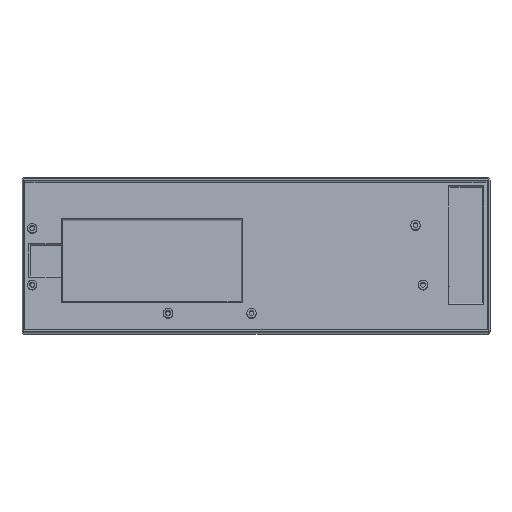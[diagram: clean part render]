
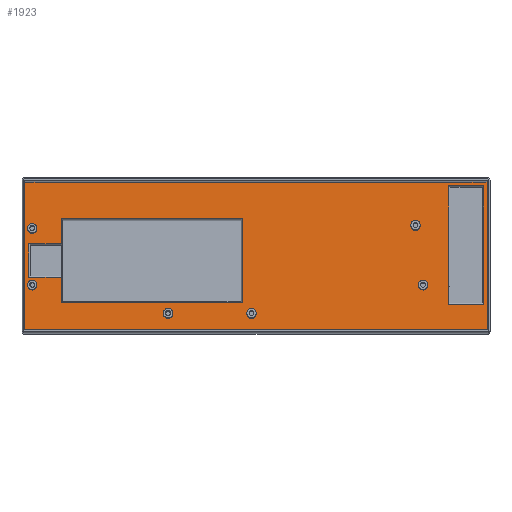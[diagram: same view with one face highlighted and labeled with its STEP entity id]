
A CAD part, top view. The second image highlights one B-rep face of the part: STEP entity #1923.
In plain terms, the highlighted planar face has unit normal (0, 0.07, 0.998).
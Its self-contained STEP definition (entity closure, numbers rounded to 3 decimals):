
#77=CIRCLE('',#2063,3.15);
#78=CIRCLE('',#2064,3.15);
#79=CIRCLE('',#2065,3.15);
#80=CIRCLE('',#2066,3.15);
#81=CIRCLE('',#2067,3.15);
#82=CIRCLE('',#2068,3.15);
#127=FACE_BOUND('',#275,.T.);
#128=FACE_BOUND('',#276,.T.);
#129=FACE_BOUND('',#277,.T.);
#130=FACE_BOUND('',#278,.T.);
#131=FACE_BOUND('',#279,.T.);
#132=FACE_BOUND('',#280,.T.);
#133=FACE_BOUND('',#281,.T.);
#134=FACE_BOUND('',#282,.T.);
#149=FACE_OUTER_BOUND('',#274,.T.);
#274=EDGE_LOOP('',(#1283,#1284,#1285,#1286,#1287,#1288));
#275=EDGE_LOOP('',(#1289,#1290,#1291,#1292));
#276=EDGE_LOOP('',(#1293));
#277=EDGE_LOOP('',(#1294));
#278=EDGE_LOOP('',(#1295));
#279=EDGE_LOOP('',(#1296));
#280=EDGE_LOOP('',(#1297));
#281=EDGE_LOOP('',(#1298));
#282=EDGE_LOOP('',(#1299,#1300,#1301,#1302,#1303,#1304,#1305,#1306));
#420=LINE('',#2810,#624);
#423=LINE('',#2817,#627);
#424=LINE('',#2819,#628);
#425=LINE('',#2821,#629);
#426=LINE('',#2823,#630);
#427=LINE('',#2825,#631);
#428=LINE('',#2826,#632);
#429=LINE('',#2828,#633);
#430=LINE('',#2830,#634);
#431=LINE('',#2831,#635);
#432=LINE('',#2846,#636);
#433=LINE('',#2848,#637);
#434=LINE('',#2850,#638);
#435=LINE('',#2852,#639);
#436=LINE('',#2854,#640);
#437=LINE('',#2856,#641);
#438=LINE('',#2858,#642);
#439=LINE('',#2859,#643);
#624=VECTOR('',#2245,10.);
#627=VECTOR('',#2250,10.);
#628=VECTOR('',#2251,10.);
#629=VECTOR('',#2252,10.);
#630=VECTOR('',#2253,10.);
#631=VECTOR('',#2254,10.);
#632=VECTOR('',#2255,10.);
#633=VECTOR('',#2256,10.);
#634=VECTOR('',#2257,10.);
#635=VECTOR('',#2258,10.);
#636=VECTOR('',#2271,10.);
#637=VECTOR('',#2272,10.);
#638=VECTOR('',#2273,10.);
#639=VECTOR('',#2274,10.);
#640=VECTOR('',#2275,10.);
#641=VECTOR('',#2276,10.);
#642=VECTOR('',#2277,10.);
#643=VECTOR('',#2278,10.);
#828=VERTEX_POINT('',#2807);
#829=VERTEX_POINT('',#2809);
#831=VERTEX_POINT('',#2815);
#832=VERTEX_POINT('',#2816);
#833=VERTEX_POINT('',#2818);
#834=VERTEX_POINT('',#2820);
#835=VERTEX_POINT('',#2822);
#836=VERTEX_POINT('',#2824);
#837=VERTEX_POINT('',#2827);
#838=VERTEX_POINT('',#2829);
#839=VERTEX_POINT('',#2832);
#840=VERTEX_POINT('',#2834);
#841=VERTEX_POINT('',#2836);
#842=VERTEX_POINT('',#2838);
#843=VERTEX_POINT('',#2840);
#844=VERTEX_POINT('',#2842);
#845=VERTEX_POINT('',#2844);
#846=VERTEX_POINT('',#2845);
#847=VERTEX_POINT('',#2847);
#848=VERTEX_POINT('',#2849);
#849=VERTEX_POINT('',#2851);
#850=VERTEX_POINT('',#2853);
#851=VERTEX_POINT('',#2855);
#852=VERTEX_POINT('',#2857);
#1002=EDGE_CURVE('',#828,#829,#420,.T.);
#1005=EDGE_CURVE('',#831,#832,#423,.T.);
#1006=EDGE_CURVE('',#833,#831,#424,.T.);
#1007=EDGE_CURVE('',#834,#833,#425,.T.);
#1008=EDGE_CURVE('',#835,#834,#426,.T.);
#1009=EDGE_CURVE('',#836,#835,#427,.T.);
#1010=EDGE_CURVE('',#832,#836,#428,.T.);
#1011=EDGE_CURVE('',#829,#837,#429,.T.);
#1012=EDGE_CURVE('',#838,#828,#430,.T.);
#1013=EDGE_CURVE('',#837,#838,#431,.T.);
#1014=EDGE_CURVE('',#839,#839,#77,.T.);
#1015=EDGE_CURVE('',#840,#840,#78,.T.);
#1016=EDGE_CURVE('',#841,#841,#79,.T.);
#1017=EDGE_CURVE('',#842,#842,#80,.T.);
#1018=EDGE_CURVE('',#843,#843,#81,.T.);
#1019=EDGE_CURVE('',#844,#844,#82,.T.);
#1020=EDGE_CURVE('',#845,#846,#432,.T.);
#1021=EDGE_CURVE('',#847,#845,#433,.T.);
#1022=EDGE_CURVE('',#848,#847,#434,.T.);
#1023=EDGE_CURVE('',#849,#848,#435,.T.);
#1024=EDGE_CURVE('',#850,#849,#436,.T.);
#1025=EDGE_CURVE('',#851,#850,#437,.T.);
#1026=EDGE_CURVE('',#852,#851,#438,.T.);
#1027=EDGE_CURVE('',#846,#852,#439,.T.);
#1283=ORIENTED_EDGE('',*,*,#1005,.F.);
#1284=ORIENTED_EDGE('',*,*,#1006,.F.);
#1285=ORIENTED_EDGE('',*,*,#1007,.F.);
#1286=ORIENTED_EDGE('',*,*,#1008,.F.);
#1287=ORIENTED_EDGE('',*,*,#1009,.F.);
#1288=ORIENTED_EDGE('',*,*,#1010,.F.);
#1289=ORIENTED_EDGE('',*,*,#1011,.F.);
#1290=ORIENTED_EDGE('',*,*,#1002,.F.);
#1291=ORIENTED_EDGE('',*,*,#1012,.F.);
#1292=ORIENTED_EDGE('',*,*,#1013,.F.);
#1293=ORIENTED_EDGE('',*,*,#1014,.T.);
#1294=ORIENTED_EDGE('',*,*,#1015,.T.);
#1295=ORIENTED_EDGE('',*,*,#1016,.T.);
#1296=ORIENTED_EDGE('',*,*,#1017,.T.);
#1297=ORIENTED_EDGE('',*,*,#1018,.T.);
#1298=ORIENTED_EDGE('',*,*,#1019,.T.);
#1299=ORIENTED_EDGE('',*,*,#1020,.F.);
#1300=ORIENTED_EDGE('',*,*,#1021,.F.);
#1301=ORIENTED_EDGE('',*,*,#1022,.F.);
#1302=ORIENTED_EDGE('',*,*,#1023,.F.);
#1303=ORIENTED_EDGE('',*,*,#1024,.F.);
#1304=ORIENTED_EDGE('',*,*,#1025,.F.);
#1305=ORIENTED_EDGE('',*,*,#1026,.F.);
#1306=ORIENTED_EDGE('',*,*,#1027,.F.);
#1836=PLANE('',#2062);
#1923=ADVANCED_FACE('',(#149,#127,#128,#129,#130,#131,#132,#133,#134),#1836,
 .F.);
#2062=AXIS2_PLACEMENT_3D('',#2814,#2248,#2249);
#2063=AXIS2_PLACEMENT_3D('',#2833,#2259,#2260);
#2064=AXIS2_PLACEMENT_3D('',#2835,#2261,#2262);
#2065=AXIS2_PLACEMENT_3D('',#2837,#2263,#2264);
#2066=AXIS2_PLACEMENT_3D('',#2839,#2265,#2266);
#2067=AXIS2_PLACEMENT_3D('',#2841,#2267,#2268);
#2068=AXIS2_PLACEMENT_3D('',#2843,#2269,#2270);
#2245=DIRECTION('',(1.,0.,0.));
#2248=DIRECTION('center_axis',(0.,-0.07,-0.998));
#2249=DIRECTION('ref_axis',(-1.,0.,0.));
#2250=DIRECTION('',(0.,-0.998,0.07));
#2251=DIRECTION('',(1.,0.,0.));
#2252=DIRECTION('',(1.,0.,0.));
#2253=DIRECTION('',(1.,0.,0.));
#2254=DIRECTION('',(0.,0.998,-0.07));
#2255=DIRECTION('',(-1.,0.,0.));
#2256=DIRECTION('',(0.,0.998,-0.07));
#2257=DIRECTION('',(0.,-0.998,0.07));
#2258=DIRECTION('',(-1.,0.,0.));
#2259=DIRECTION('center_axis',(0.,-0.07,-0.998));
#2260=DIRECTION('ref_axis',(1.,0.,0.));
#2261=DIRECTION('center_axis',(0.,-0.07,-0.998));
#2262=DIRECTION('ref_axis',(1.,0.,0.));
#2263=DIRECTION('center_axis',(0.,-0.07,-0.998));
#2264=DIRECTION('ref_axis',(1.,0.,0.));
#2265=DIRECTION('center_axis',(0.,-0.07,-0.998));
#2266=DIRECTION('ref_axis',(1.,0.,0.));
#2267=DIRECTION('center_axis',(0.,-0.07,-0.998));
#2268=DIRECTION('ref_axis',(1.,0.,0.));
#2269=DIRECTION('center_axis',(0.,-0.07,-0.998));
#2270=DIRECTION('ref_axis',(1.,0.,0.));
#2271=DIRECTION('',(1.,0.,0.));
#2272=DIRECTION('',(0.,-0.998,0.07));
#2273=DIRECTION('',(-1.,0.,0.));
#2274=DIRECTION('',(0.,-0.998,0.07));
#2275=DIRECTION('',(-1.,0.,0.));
#2276=DIRECTION('',(0.,0.998,-0.07));
#2277=DIRECTION('',(1.,0.,0.));
#2278=DIRECTION('',(0.,-0.998,0.07));
#2807=CARTESIAN_POINT('',(129.231,-31.587,-7.428));
#2809=CARTESIAN_POINT('',(152.731,-31.587,-7.428));
#2810=CARTESIAN_POINT('',(74.991,-31.587,-7.428));
#2814=CARTESIAN_POINT('Origin',(0.,0.291,-9.657));
#2815=CARTESIAN_POINT('',(154.981,50.375,-13.159));
#2816=CARTESIAN_POINT('',(154.981,-49.793,-6.154));
#2817=CARTESIAN_POINT('',(154.981,25.333,-11.408));
#2818=CARTESIAN_POINT('',(148.981,50.375,-13.159));
#2819=CARTESIAN_POINT('',(-77.491,50.375,-13.159));
#2820=CARTESIAN_POINT('',(138.781,50.375,-13.159));
#2821=CARTESIAN_POINT('',(74.491,50.375,-13.159));
#2822=CARTESIAN_POINT('',(-154.981,50.375,-13.159));
#2823=CARTESIAN_POINT('',(-77.491,50.375,-13.159));
#2824=CARTESIAN_POINT('',(-154.981,-49.793,-6.154));
#2825=CARTESIAN_POINT('',(-154.981,-24.751,-7.906));
#2826=CARTESIAN_POINT('',(77.491,-49.793,-6.154));
#2827=CARTESIAN_POINT('',(152.731,47.719,-12.973));
#2828=CARTESIAN_POINT('',(152.731,-1.807,-9.51));
#2829=CARTESIAN_POINT('',(129.231,47.719,-12.973));
#2830=CARTESIAN_POINT('',(129.231,-11.782,-8.812));
#2831=CARTESIAN_POINT('',(64.991,47.719,-12.973));
#2832=CARTESIAN_POINT('',(-6.172,-37.967,-6.981));
#2833=CARTESIAN_POINT('Origin',(-3.022,-37.967,-6.981));
#2834=CARTESIAN_POINT('',(-153.328,19.043,-10.968));
#2835=CARTESIAN_POINT('Origin',(-150.178,19.043,-10.968));
#2836=CARTESIAN_POINT('',(108.915,-18.964,-8.31));
#2837=CARTESIAN_POINT('Origin',(112.065,-18.964,-8.31));
#2838=CARTESIAN_POINT('',(103.846,21.039,-11.107));
#2839=CARTESIAN_POINT('Origin',(106.996,21.039,-11.107));
#2840=CARTESIAN_POINT('',(-153.235,-18.964,-8.31));
#2841=CARTESIAN_POINT('Origin',(-150.085,-18.964,-8.31));
#2842=CARTESIAN_POINT('',(-62.172,-37.967,-6.981));
#2843=CARTESIAN_POINT('Origin',(-59.022,-37.967,-6.981));
#2844=CARTESIAN_POINT('',(-152.336,-13.584,-8.686));
#2845=CARTESIAN_POINT('',(-130.769,-13.584,-8.686));
#2846=CARTESIAN_POINT('',(-65.384,-13.584,-8.686));
#2847=CARTESIAN_POINT('',(-152.336,8.861,-10.256));
#2848=CARTESIAN_POINT('',(-152.336,-5.524,-9.25));
#2849=CARTESIAN_POINT('',(-130.769,8.861,-10.256));
#2850=CARTESIAN_POINT('',(-75.793,8.861,-10.256));
#2851=CARTESIAN_POINT('',(-130.769,25.773,-11.439));
#2852=CARTESIAN_POINT('',(-130.769,-14.775,-8.603));
#2853=CARTESIAN_POINT('',(-9.269,25.773,-11.439));
#2854=CARTESIAN_POINT('',(-10.009,25.773,-11.439));
#2855=CARTESIAN_POINT('',(-9.269,-30.589,-7.497));
#2856=CARTESIAN_POINT('',(-9.269,12.658,-10.521));
#2857=CARTESIAN_POINT('',(-130.769,-30.589,-7.497));
#2858=CARTESIAN_POINT('',(49.991,-30.589,-7.497));
#2859=CARTESIAN_POINT('',(-130.769,-14.775,-8.603));
